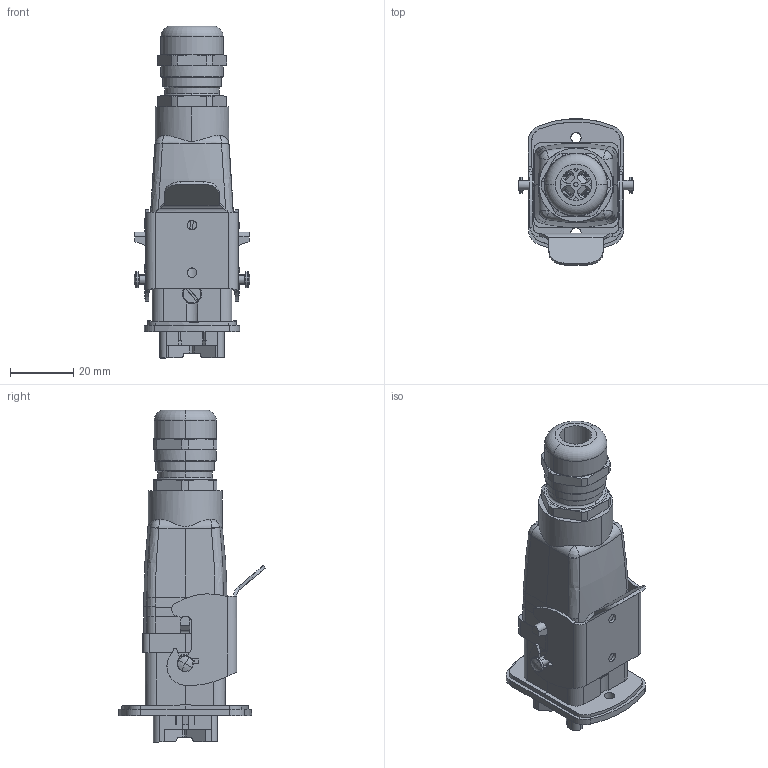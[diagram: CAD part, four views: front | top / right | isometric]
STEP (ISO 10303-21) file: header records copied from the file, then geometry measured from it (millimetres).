
FILE_DESCRIPTION(('CATIA V5 STEP Exchange','CAx-IF Rec.Pracs.--- Model Styling and Organization---1.4--- 2014-01-23'),'2;1');
FILE_NAME ('019340-1_2', '2021-12-08T11:04:23+00:00', ('none'), ('Weidmueller'), 'CATIA Version 5-6 Release 2016 SP3 HF44', 'CATIA V5 STEP AP214', 'none');
FILE_SCHEMA(('AUTOMOTIVE_DESIGN { 1 0 10303 214 1 1 1 1 }'));
Products named in the file (1): 1712560000
Bounding box: 36.5 x 46.17 x 104.7 mm (x, y, z)
Volume: 40153.5 mm3; surface area: 41393.9 mm2
Topology: 9 solids, 19 shells, 3069 faces, 8470 edges, 5280 vertices
Faces by surface type: plane 1591, cylinder 858, torus 323, cone 212, sphere 44, bspline 33, extrusion 6, revolution 2
Entity records: 98280 total; most frequent: CARTESIAN_POINT 25404, ORIENTED_EDGE 16838, DIRECTION 12174, EDGE_CURVE 8419, VERTEX_POINT 5281, VECTOR 5139, LINE 5133, AXIS2_PLACEMENT_3D 4661
